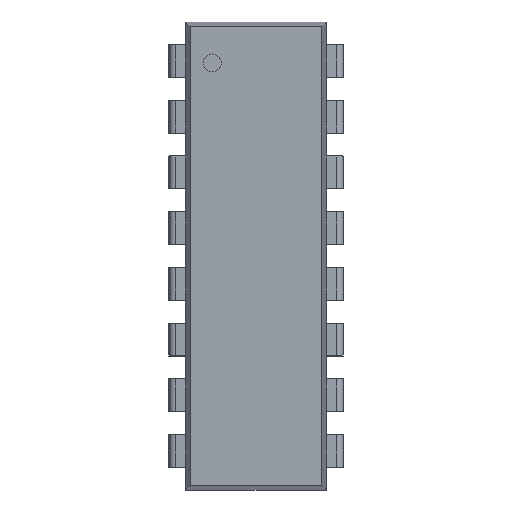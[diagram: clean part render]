
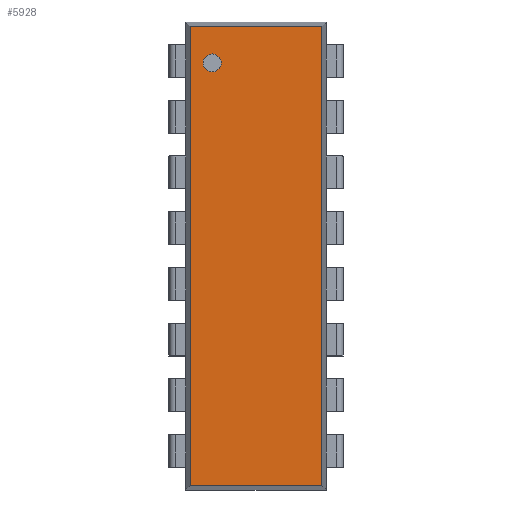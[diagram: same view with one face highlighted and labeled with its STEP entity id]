
A CAD part, top view. The second image highlights one B-rep face of the part: STEP entity #5928.
In plain terms, the highlighted planar face has unit normal (0, 0, 1).
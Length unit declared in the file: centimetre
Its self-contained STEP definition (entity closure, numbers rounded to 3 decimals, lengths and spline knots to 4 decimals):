
#434=CIRCLE('',#6271,0.0412);
#774=VERTEX_POINT('',#8473);
#775=VERTEX_POINT('',#8475);
#988=VERTEX_POINT('',#9140);
#995=VERTEX_POINT('',#9169);
#996=VERTEX_POINT('',#9174);
#1438=VECTOR('',#6971,1.);
#1755=VECTOR('',#7491,1.);
#1757=VECTOR('',#7494,1.);
#1759=VECTOR('',#7497,1.);
#2202=LINE('',#8474,#1438);
#2519=LINE('',#9170,#1755);
#2521=LINE('',#9173,#1757);
#2523=LINE('',#9177,#1759);
#3017=EDGE_CURVE('',#774,#775,#2202,.T.);
#3350=EDGE_CURVE('',#988,#988,#434,.T.);
#3365=EDGE_CURVE('',#995,#774,#2519,.T.);
#3367=EDGE_CURVE('',#775,#996,#2521,.T.);
#3369=EDGE_CURVE('',#996,#995,#2523,.T.);
#5018=ORIENTED_EDGE('',*,*,#3350,.T.);
#5019=ORIENTED_EDGE('',*,*,#3365,.F.);
#5020=ORIENTED_EDGE('',*,*,#3369,.F.);
#5021=ORIENTED_EDGE('',*,*,#3367,.F.);
#5022=ORIENTED_EDGE('',*,*,#3017,.F.);
#5349=EDGE_LOOP('',(#5018));
#5350=EDGE_LOOP('',(#5019,#5020,#5021,#5022));
#5639=FACE_BOUND('',#5349,.T.);
#5640=FACE_BOUND('',#5350,.T.);
#5928=ADVANCED_FACE('',(#5639,#5640),#9434,.T.);
#6271=AXIS2_PLACEMENT_3D('',#9139,#7467,#7468);
#6282=AXIS2_PLACEMENT_3D('',#9178,#7498,$);
#6971=DIRECTION('',(0.,-1.,0.));
#7467=DIRECTION('',(0.,0.,-1.));
#7468=DIRECTION('',(0.041,0.,0.));
#7491=DIRECTION('',(1.,0.,0.));
#7494=DIRECTION('',(-1.,0.,0.));
#7497=DIRECTION('',(0.,1.,0.));
#7498=DIRECTION('',(0.,0.,1.));
#8473=CARTESIAN_POINT('',(0.2996,1.0466,0.32));
#8474=CARTESIAN_POINT('',(0.2996,0.,0.32));
#8475=CARTESIAN_POINT('',(0.2996,-1.0466,0.32));
#9139=CARTESIAN_POINT('',(-0.2,0.88,0.32));
#9140=CARTESIAN_POINT('',(-0.1588,0.88,0.32));
#9169=CARTESIAN_POINT('',(-0.2996,1.0466,0.32));
#9170=CARTESIAN_POINT('',(0.,1.0466,0.32));
#9173=CARTESIAN_POINT('',(0.,-1.0466,0.32));
#9174=CARTESIAN_POINT('',(-0.2996,-1.0466,0.32));
#9177=CARTESIAN_POINT('',(-0.2996,0.,0.32));
#9178=CARTESIAN_POINT('',(0.,0.,0.32));
#9434=PLANE('',#6282);
